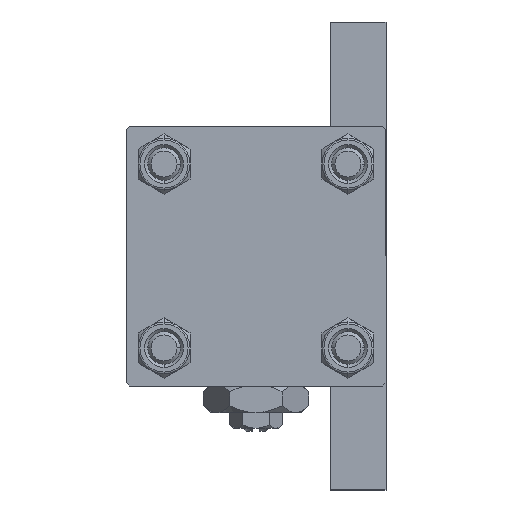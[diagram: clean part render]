
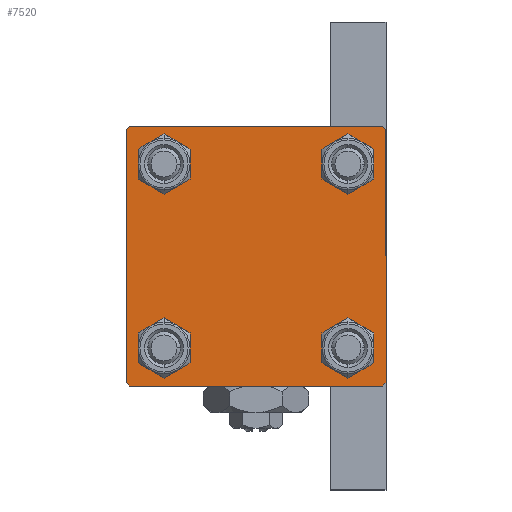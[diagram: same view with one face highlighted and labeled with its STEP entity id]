
A CAD part, left-side view. The second image highlights one B-rep face of the part: STEP entity #7520.
In plain terms, the highlighted planar face has unit normal (-1, 0, 0).
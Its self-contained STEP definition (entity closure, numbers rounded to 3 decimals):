
#91 = ORIENTED_EDGE ( 'NONE', *, *, #1048, .T. ) ;
#112 = VERTEX_POINT ( 'NONE', #2697 ) ;
#492 = EDGE_LOOP ( 'NONE', ( #3073, #31828 ) ) ;
#626 = LINE ( 'NONE', #38801, #3023 ) ;
#689 = LINE ( 'NONE', #16207, #739 ) ;
#739 = VECTOR ( 'NONE', #35285, 1000. ) ;
#804 = CIRCLE ( 'NONE', #21118, 3. ) ;
#1048 = EDGE_CURVE ( 'NONE', #43169, #12339, #23508, .T. ) ;
#1972 = FACE_BOUND ( 'NONE', #492, .T. ) ;
#2321 = LINE ( 'NONE', #13521, #32220 ) ;
#2697 = CARTESIAN_POINT ( 'NONE',  ( 0., -20., 19.5 ) ) ;
#2855 = EDGE_CURVE ( 'NONE', #11440, #25063, #804, .T. ) ;
#2927 = ORIENTED_EDGE ( 'NONE', *, *, #35393, .T. ) ;
#3023 = VECTOR ( 'NONE', #16143, 1000. ) ;
#3073 = ORIENTED_EDGE ( 'NONE', *, *, #8337, .T. ) ;
#3559 = CIRCLE ( 'NONE', #38488, 3. ) ;
#4385 = CARTESIAN_POINT ( 'NONE',  ( 0., -19.5, -20. ) ) ;
#5865 = DIRECTION ( 'NONE',  ( 0., 0., 1. ) ) ;
#6296 = EDGE_CURVE ( 'NONE', #112, #44470, #6733, .T. ) ;
#6403 = CARTESIAN_POINT ( 'NONE',  ( 0., 20., 19.5 ) ) ;
#6555 = FACE_BOUND ( 'NONE', #25566, .T. ) ;
#6733 = LINE ( 'NONE', #10790, #39352 ) ;
#6801 = EDGE_CURVE ( 'NONE', #12339, #43169, #49945, .T. ) ;
#6904 = ORIENTED_EDGE ( 'NONE', *, *, #15324, .T. ) ;
#7205 = CARTESIAN_POINT ( 'NONE',  ( 0., 14.15, 14.15 ) ) ;
#7520 = ADVANCED_FACE ( 'NONE', ( #1972, #28698, #6555, #33268, #36328 ), #44957, .T. ) ;
#7645 = VERTEX_POINT ( 'NONE', #47448 ) ;
#7886 = LINE ( 'NONE', #35338, #28308 ) ;
#8177 = ORIENTED_EDGE ( 'NONE', *, *, #29071, .T. ) ;
#8337 = EDGE_CURVE ( 'NONE', #25063, #11440, #3559, .T. ) ;
#8520 = AXIS2_PLACEMENT_3D ( 'NONE', #45207, #17235, #25626 ) ;
#8776 = EDGE_LOOP ( 'NONE', ( #91, #23024 ) ) ;
#9062 = CARTESIAN_POINT ( 'NONE',  ( 0., 20., -19.5 ) ) ;
#9177 = DIRECTION ( 'NONE',  ( 1., 0., 0. ) ) ;
#9545 = CARTESIAN_POINT ( 'NONE',  ( 0., 14.15, 11.15 ) ) ;
#10790 = CARTESIAN_POINT ( 'NONE',  ( 0., -20., 20. ) ) ;
#11040 = CARTESIAN_POINT ( 'NONE',  ( 0., 14.15, -14.15 ) ) ;
#11414 = EDGE_CURVE ( 'NONE', #7645, #15042, #47574, .T. ) ;
#11440 = VERTEX_POINT ( 'NONE', #39241 ) ;
#11821 = AXIS2_PLACEMENT_3D ( 'NONE', #11040, #23481, #30880 ) ;
#11918 = CARTESIAN_POINT ( 'NONE',  ( 0., 14.15, 14.15 ) ) ;
#12339 = VERTEX_POINT ( 'NONE', #47742 ) ;
#12816 = DIRECTION ( 'NONE',  ( 1., 0., 0. ) ) ;
#13250 = LINE ( 'NONE', #31840, #49117 ) ;
#13521 = CARTESIAN_POINT ( 'NONE',  ( 0., 20., 20. ) ) ;
#14013 = CARTESIAN_POINT ( 'NONE',  ( 0., 20., -20. ) ) ;
#14426 = ORIENTED_EDGE ( 'NONE', *, *, #30158, .T. ) ;
#14826 = CARTESIAN_POINT ( 'NONE',  ( 0., 14.15, -17.15 ) ) ;
#15042 = VERTEX_POINT ( 'NONE', #14826 ) ;
#15295 = ORIENTED_EDGE ( 'NONE', *, *, #33068, .F. ) ;
#15324 = EDGE_CURVE ( 'NONE', #29706, #19911, #37162, .T. ) ;
#16143 = DIRECTION ( 'NONE',  ( 0., 0.707, 0.707 ) ) ;
#16207 = CARTESIAN_POINT ( 'NONE',  ( 0., -19.75, -19.75 ) ) ;
#16287 = VERTEX_POINT ( 'NONE', #49108 ) ;
#16627 = ORIENTED_EDGE ( 'NONE', *, *, #18819, .T. ) ;
#17235 = DIRECTION ( 'NONE',  ( -1., 0., 0. ) ) ;
#17829 = DIRECTION ( 'NONE',  ( 0., -1., 0. ) ) ;
#17885 = EDGE_LOOP ( 'NONE', ( #2927, #8177, #6904, #23103, #22959, #26341, #15295, #16627 ) ) ;
#17970 = DIRECTION ( 'NONE',  ( 0., 0., 1. ) ) ;
#18819 = EDGE_CURVE ( 'NONE', #16287, #33890, #7886, .T. ) ;
#19490 = CIRCLE ( 'NONE', #21931, 3. ) ;
#19867 = ORIENTED_EDGE ( 'NONE', *, *, #28983, .T. ) ;
#19911 = VERTEX_POINT ( 'NONE', #4385 ) ;
#20024 = EDGE_CURVE ( 'NONE', #19911, #44470, #689, .T. ) ;
#20730 = AXIS2_PLACEMENT_3D ( 'NONE', #11918, #27688, #39383 ) ;
#20975 = LINE ( 'NONE', #36492, #42005 ) ;
#21001 = VERTEX_POINT ( 'NONE', #21925 ) ;
#21118 = AXIS2_PLACEMENT_3D ( 'NONE', #48156, #12816, #28335 ) ;
#21925 = CARTESIAN_POINT ( 'NONE',  ( 0., -19.5, 20. ) ) ;
#21931 = AXIS2_PLACEMENT_3D ( 'NONE', #29428, #22546, #48734 ) ;
#22546 = DIRECTION ( 'NONE',  ( 1., 0., 0. ) ) ;
#22668 = VERTEX_POINT ( 'NONE', #9062 ) ;
#22718 = DIRECTION ( 'NONE',  ( 0., 0., 1. ) ) ;
#22959 = ORIENTED_EDGE ( 'NONE', *, *, #6296, .F. ) ;
#23024 = ORIENTED_EDGE ( 'NONE', *, *, #6801, .T. ) ;
#23103 = ORIENTED_EDGE ( 'NONE', *, *, #20024, .T. ) ;
#23481 = DIRECTION ( 'NONE',  ( 1., 0., 0. ) ) ;
#23508 = CIRCLE ( 'NONE', #25106, 3. ) ;
#23905 = DIRECTION ( 'NONE',  ( 0., 0.707, -0.707 ) ) ;
#24143 = EDGE_LOOP ( 'NONE', ( #14426, #19867 ) ) ;
#24696 = CARTESIAN_POINT ( 'NONE',  ( 0., -14.15, 14.15 ) ) ;
#24764 = CIRCLE ( 'NONE', #38568, 3. ) ;
#25063 = VERTEX_POINT ( 'NONE', #36905 ) ;
#25097 = CARTESIAN_POINT ( 'NONE',  ( 0., -14.15, -14.15 ) ) ;
#25106 = AXIS2_PLACEMENT_3D ( 'NONE', #25097, #29944, #17970 ) ;
#25566 = EDGE_LOOP ( 'NONE', ( #29316, #33200 ) ) ;
#25626 = DIRECTION ( 'NONE',  ( 0., 0., 1. ) ) ;
#26341 = ORIENTED_EDGE ( 'NONE', *, *, #33742, .T. ) ;
#27688 = DIRECTION ( 'NONE',  ( 1., 0., 0. ) ) ;
#28308 = VECTOR ( 'NONE', #23905, 1000. ) ;
#28335 = DIRECTION ( 'NONE',  ( 0., 0., 1. ) ) ;
#28698 = FACE_BOUND ( 'NONE', #8776, .T. ) ;
#28983 = EDGE_CURVE ( 'NONE', #39665, #45702, #24764, .T. ) ;
#29071 = EDGE_CURVE ( 'NONE', #22668, #29706, #13250, .T. ) ;
#29316 = ORIENTED_EDGE ( 'NONE', *, *, #11414, .T. ) ;
#29428 = CARTESIAN_POINT ( 'NONE',  ( 0., 14.15, -14.15 ) ) ;
#29450 = DIRECTION ( 'NONE',  ( 0., 0., 1. ) ) ;
#29706 = VERTEX_POINT ( 'NONE', #43624 ) ;
#29944 = DIRECTION ( 'NONE',  ( 1., 0., 0. ) ) ;
#30158 = EDGE_CURVE ( 'NONE', #45702, #39665, #48318, .T. ) ;
#30850 = DIRECTION ( 'NONE',  ( 1., 0., 0. ) ) ;
#30880 = DIRECTION ( 'NONE',  ( 0., 0., 1. ) ) ;
#31828 = ORIENTED_EDGE ( 'NONE', *, *, #2855, .T. ) ;
#31840 = CARTESIAN_POINT ( 'NONE',  ( 0., 19.75, -19.75 ) ) ;
#32220 = VECTOR ( 'NONE', #36672, 1000. ) ;
#32680 = DIRECTION ( 'NONE',  ( 0., 0., -1. ) ) ;
#33068 = EDGE_CURVE ( 'NONE', #16287, #21001, #2321, .T. ) ;
#33200 = ORIENTED_EDGE ( 'NONE', *, *, #44682, .T. ) ;
#33268 = FACE_BOUND ( 'NONE', #24143, .T. ) ;
#33742 = EDGE_CURVE ( 'NONE', #112, #21001, #626, .T. ) ;
#33890 = VERTEX_POINT ( 'NONE', #6403 ) ;
#33927 = CARTESIAN_POINT ( 'NONE',  ( 0., -14.15, -11.15 ) ) ;
#35285 = DIRECTION ( 'NONE',  ( 0., -0.707, 0.707 ) ) ;
#35338 = CARTESIAN_POINT ( 'NONE',  ( 0., 19.75, 19.75 ) ) ;
#35393 = EDGE_CURVE ( 'NONE', #33890, #22668, #20975, .T. ) ;
#36328 = FACE_OUTER_BOUND ( 'NONE', #17885, .T. ) ;
#36492 = CARTESIAN_POINT ( 'NONE',  ( 0., 20., 20. ) ) ;
#36672 = DIRECTION ( 'NONE',  ( 0., -1., 0. ) ) ;
#36905 = CARTESIAN_POINT ( 'NONE',  ( 0., -14.15, 17.15 ) ) ;
#37162 = LINE ( 'NONE', #14013, #39558 ) ;
#37745 = DIRECTION ( 'NONE',  ( 0., 0., -1. ) ) ;
#38488 = AXIS2_PLACEMENT_3D ( 'NONE', #24696, #9177, #5865 ) ;
#38568 = AXIS2_PLACEMENT_3D ( 'NONE', #7205, #30850, #22718 ) ;
#38801 = CARTESIAN_POINT ( 'NONE',  ( 0., -19.75, 19.75 ) ) ;
#39241 = CARTESIAN_POINT ( 'NONE',  ( 0., -14.15, 11.15 ) ) ;
#39352 = VECTOR ( 'NONE', #37745, 1000. ) ;
#39383 = DIRECTION ( 'NONE',  ( 0., 0., 1. ) ) ;
#39558 = VECTOR ( 'NONE', #17829, 1000. ) ;
#39665 = VERTEX_POINT ( 'NONE', #9545 ) ;
#40550 = CARTESIAN_POINT ( 'NONE',  ( 0., 14.15, 17.15 ) ) ;
#41815 = AXIS2_PLACEMENT_3D ( 'NONE', #44440, #44694, #29450 ) ;
#41919 = CARTESIAN_POINT ( 'NONE',  ( 0., -20., -19.5 ) ) ;
#42005 = VECTOR ( 'NONE', #32680, 1000. ) ;
#43169 = VERTEX_POINT ( 'NONE', #33927 ) ;
#43624 = CARTESIAN_POINT ( 'NONE',  ( 0., 19.5, -20. ) ) ;
#44440 = CARTESIAN_POINT ( 'NONE',  ( 0., -14.15, -14.15 ) ) ;
#44470 = VERTEX_POINT ( 'NONE', #41919 ) ;
#44682 = EDGE_CURVE ( 'NONE', #15042, #7645, #19490, .T. ) ;
#44694 = DIRECTION ( 'NONE',  ( 1., 0., 0. ) ) ;
#44957 = PLANE ( 'NONE',  #8520 ) ;
#45207 = CARTESIAN_POINT ( 'NONE',  ( 0., 0., 0. ) ) ;
#45702 = VERTEX_POINT ( 'NONE', #40550 ) ;
#47448 = CARTESIAN_POINT ( 'NONE',  ( 0., 14.15, -11.15 ) ) ;
#47574 = CIRCLE ( 'NONE', #11821, 3. ) ;
#47742 = CARTESIAN_POINT ( 'NONE',  ( 0., -14.15, -17.15 ) ) ;
#47833 = DIRECTION ( 'NONE',  ( 0., -0.707, -0.707 ) ) ;
#48156 = CARTESIAN_POINT ( 'NONE',  ( 0., -14.15, 14.15 ) ) ;
#48318 = CIRCLE ( 'NONE', #20730, 3. ) ;
#48734 = DIRECTION ( 'NONE',  ( 0., 0., 1. ) ) ;
#49108 = CARTESIAN_POINT ( 'NONE',  ( 0., 19.5, 20. ) ) ;
#49117 = VECTOR ( 'NONE', #47833, 1000. ) ;
#49945 = CIRCLE ( 'NONE', #41815, 3. ) ;
